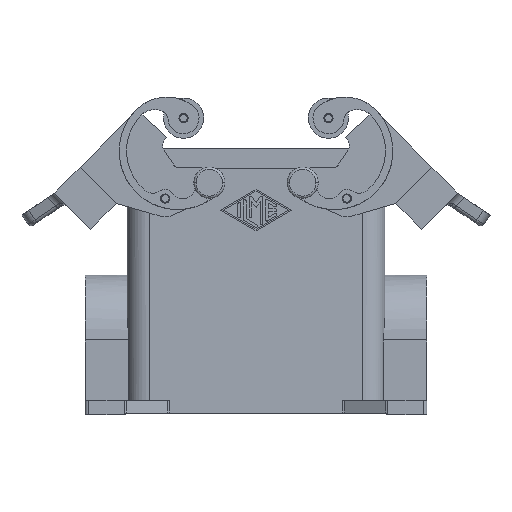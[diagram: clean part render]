
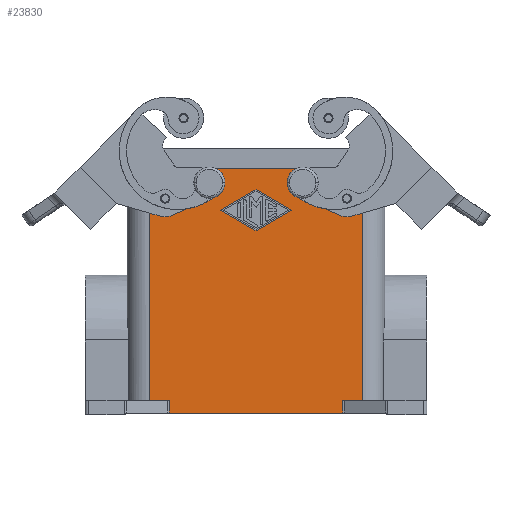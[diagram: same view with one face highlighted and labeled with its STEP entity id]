
A CAD part, front view. The second image highlights one B-rep face of the part: STEP entity #23830.
In plain terms, the highlighted planar face has unit normal (0, -1, 0).
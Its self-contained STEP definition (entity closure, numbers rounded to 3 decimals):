
#5340=CARTESIAN_POINT('',(-23.791,-21.75,-43.5));
#5350=VERTEX_POINT('',#5340);
#5380=CARTESIAN_POINT('',(-23.791,-21.75,-43.5));
#5390=DIRECTION('',(1.,0.,0.));
#5400=VECTOR('',#5390,47.581);
#5410=LINE('',#5380,#5400);
#5420=CARTESIAN_POINT('',(23.791,-21.75,-43.5));
#5430=VERTEX_POINT('',#5420);
#5440=EDGE_CURVE('',#5350,#5430,#5410,.T.);
#7910=CARTESIAN_POINT('',(-9.75,-21.75,12.));
#7920=VERTEX_POINT('',#7910);
#8090=CARTESIAN_POINT('',(0.,-21.75,6.375));
#8100=VERTEX_POINT('',#8090);
#8130=CARTESIAN_POINT('',(0.,-21.75,6.375));
#8140=DIRECTION('',(0.866,0.,-0.5));
#8150=VECTOR('',#8140,1.);
#8160=LINE('',#8130,#8150);
#8170=EDGE_CURVE('',#7920,#8100,#8160,.T.);
#15490=CARTESIAN_POINT('',(29.25,-21.75,23.5));
#15500=VERTEX_POINT('',#15490);
#15530=CARTESIAN_POINT('',(-29.25,-21.75,23.5));
#15540=DIRECTION('',(1.,0.,0.));
#15550=VECTOR('',#15540,58.5);
#15560=LINE('',#15530,#15550);
#15570=CARTESIAN_POINT('',(-29.25,-21.75,23.5));
#15580=VERTEX_POINT('',#15570);
#15590=EDGE_CURVE('',#15580,#15500,#15560,.T.);
#20240=CARTESIAN_POINT('',(23.791,-21.75,-40.));
#20250=VERTEX_POINT('',#20240);
#20280=CARTESIAN_POINT('',(29.25,-21.75,-40.));
#20290=DIRECTION('',(-1.,0.,0.));
#20300=VECTOR('',#20290,5.459);
#20310=LINE('',#20280,#20300);
#20320=CARTESIAN_POINT('',(29.25,-21.75,-40.));
#20330=VERTEX_POINT('',#20320);
#20340=EDGE_CURVE('',#20330,#20250,#20310,.T.);
#22800=CARTESIAN_POINT('',(23.791,-21.75,-43.5));
#22810=DIRECTION('',(0.,0.,1.));
#22820=VECTOR('',#22810,3.5);
#22830=LINE('',#22800,#22820);
#22840=EDGE_CURVE('',#5430,#20250,#22830,.T.);
#22890=CARTESIAN_POINT('',(-29.25,-21.75,1.5));
#22900=DIRECTION('',(0.,1.,0.));
#22910=DIRECTION('',(0.,0.,1.));
#22920=AXIS2_PLACEMENT_3D('',#22890,#22900,#22910);
#22930=PLANE('',#22920);
#22940=CARTESIAN_POINT('',(-23.791,-21.75,-43.5));
#22950=DIRECTION('',(0.,0.,1.));
#22960=VECTOR('',#22950,3.5);
#22970=LINE('',#22940,#22960);
#22980=CARTESIAN_POINT('',(-23.791,-21.75,-40.));
#22990=VERTEX_POINT('',#22980);
#23000=EDGE_CURVE('',#5350,#22990,#22970,.T.);
#23010=ORIENTED_EDGE('',*,*,#23000,.F.);
#23020=CARTESIAN_POINT('',(-29.25,-21.75,-40.));
#23030=DIRECTION('',(1.,0.,0.));
#23040=VECTOR('',#23030,5.459);
#23050=LINE('',#23020,#23040);
#23060=CARTESIAN_POINT('',(-29.25,-21.75,-40.));
#23070=VERTEX_POINT('',#23060);
#23080=EDGE_CURVE('',#23070,#22990,#23050,.T.);
#23090=ORIENTED_EDGE('',*,*,#23080,.T.);
#23100=CARTESIAN_POINT('',(-29.25,-21.75,23.5));
#23110=DIRECTION('',(0.,0.,-1.));
#23120=VECTOR('',#23110,63.5);
#23130=LINE('',#23100,#23120);
#23140=EDGE_CURVE('',#15580,#23070,#23130,.T.);
#23150=ORIENTED_EDGE('',*,*,#23140,.T.);
#23160=ORIENTED_EDGE('',*,*,#15590,.F.);
#23170=CARTESIAN_POINT('',(29.25,-21.75,23.5));
#23180=DIRECTION('',(0.,0.,-1.));
#23190=VECTOR('',#23180,63.5);
#23200=LINE('',#23170,#23190);
#23210=EDGE_CURVE('',#15500,#20330,#23200,.T.);
#23220=ORIENTED_EDGE('',*,*,#23210,.F.);
#23230=ORIENTED_EDGE('',*,*,#20340,.F.);
#23240=ORIENTED_EDGE('',*,*,#22840,.T.);
#23250=ORIENTED_EDGE('',*,*,#5440,.T.);
#23260=EDGE_LOOP('',(#23250,#23240,#23230,#23220,#23160,#23150,#23090,
#23010));
#23270=FACE_OUTER_BOUND('',#23260,.T.);
#23280=CARTESIAN_POINT('',(12.75,-21.75,19.5));
#23290=DIRECTION('',(0.,-1.,0.));
#23300=DIRECTION('',(0.,0.,1.));
#23310=AXIS2_PLACEMENT_3D('',#23280,#23290,#23300);
#23320=CIRCLE('',#23310,2.5);
#23330=CARTESIAN_POINT('',(12.75,-21.75,17.));
#23340=VERTEX_POINT('',#23330);
#23350=CARTESIAN_POINT('',(12.75,-21.75,22.));
#23360=VERTEX_POINT('',#23350);
#23370=EDGE_CURVE('',#23340,#23360,#23320,.T.);
#23380=ORIENTED_EDGE('',*,*,#23370,.F.);
#23390=EDGE_CURVE('',#23360,#23340,#23320,.T.);
#23400=ORIENTED_EDGE('',*,*,#23390,.F.);
#23410=EDGE_LOOP('',(#23400,#23380));
#23420=FACE_BOUND('',#23410,.T.);
#23430=CARTESIAN_POINT('',(-12.75,-21.75,19.5));
#23440=DIRECTION('',(0.,1.,0.));
#23450=DIRECTION('',(0.,0.,1.));
#23460=AXIS2_PLACEMENT_3D('',#23430,#23440,#23450);
#23470=CIRCLE('',#23460,2.5);
#23480=CARTESIAN_POINT('',(-12.75,-21.75,17.));
#23490=VERTEX_POINT('',#23480);
#23500=CARTESIAN_POINT('',(-12.75,-21.75,22.));
#23510=VERTEX_POINT('',#23500);
#23520=EDGE_CURVE('',#23490,#23510,#23470,.T.);
#23530=ORIENTED_EDGE('',*,*,#23520,.T.);
#23540=EDGE_CURVE('',#23510,#23490,#23470,.T.);
#23550=ORIENTED_EDGE('',*,*,#23540,.T.);
#23560=EDGE_LOOP('',(#23550,#23530));
#23570=FACE_BOUND('',#23560,.T.);
#23580=CARTESIAN_POINT('',(0.,-21.75,6.375));
#23590=DIRECTION('',(0.866,0.,0.5));
#23600=VECTOR('',#23590,1.);
#23610=LINE('',#23580,#23600);
#23620=CARTESIAN_POINT('',(9.75,-21.75,12.));
#23630=VERTEX_POINT('',#23620);
#23640=EDGE_CURVE('',#8100,#23630,#23610,.T.);
#23650=ORIENTED_EDGE('',*,*,#23640,.F.);
#23660=CARTESIAN_POINT('',(0.,-21.75,17.625));
#23670=DIRECTION('',(-0.866,0.,0.5));
#23680=VECTOR('',#23670,1.);
#23690=LINE('',#23660,#23680);
#23700=CARTESIAN_POINT('',(0.,-21.75,17.625));
#23710=VERTEX_POINT('',#23700);
#23720=EDGE_CURVE('',#23630,#23710,#23690,.T.);
#23730=ORIENTED_EDGE('',*,*,#23720,.F.);
#23740=CARTESIAN_POINT('',(0.,-21.75,17.625));
#23750=DIRECTION('',(-0.866,0.,-0.5));
#23760=VECTOR('',#23750,1.);
#23770=LINE('',#23740,#23760);
#23780=EDGE_CURVE('',#23710,#7920,#23770,.T.);
#23790=ORIENTED_EDGE('',*,*,#23780,.F.);
#23800=ORIENTED_EDGE('',*,*,#8170,.F.);
#23810=EDGE_LOOP('',(#23800,#23790,#23730,#23650));
#23820=FACE_BOUND('',#23810,.T.);
#23830=ADVANCED_FACE('',(#23270,#23420,#23570,#23820),#22930,.F.);
